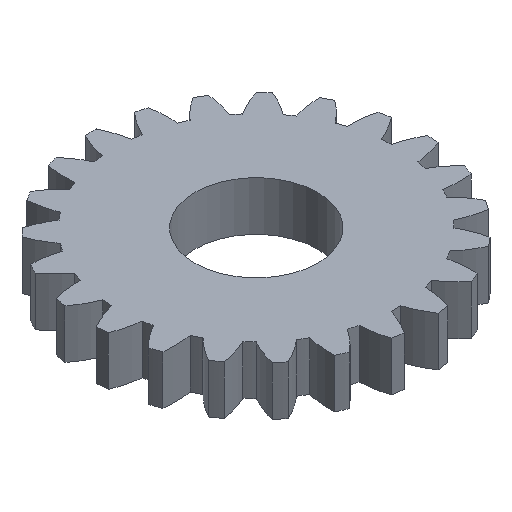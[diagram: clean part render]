
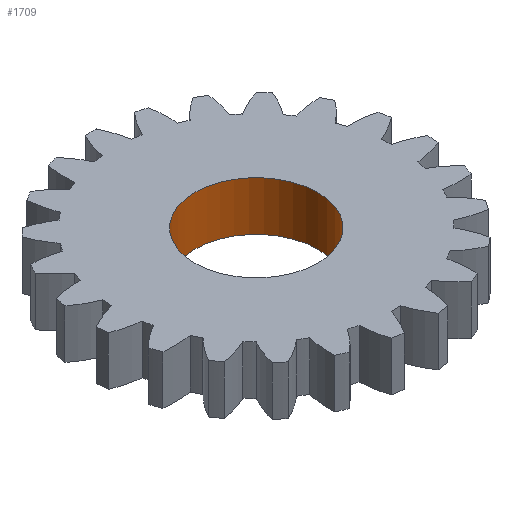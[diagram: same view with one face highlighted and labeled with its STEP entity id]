
A CAD part, isometric view. The second image highlights one B-rep face of the part: STEP entity #1709.
In plain terms, the highlighted cylindrical face has radius 12.5 mm (diameter 25 mm), a full revolution.
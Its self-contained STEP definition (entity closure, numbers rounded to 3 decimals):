
#19=FACE_OUTER_BOUND('',#114,.T.);
#114=EDGE_LOOP('',(#1054,#1055,#1056,#1057,#1058,#1059));
#211=LINE('',#2775,#304);
#304=VECTOR('',#2115,12.5);
#397=CIRCLE('',#1825,12.5);
#398=CIRCLE('',#1826,12.5);
#399=CIRCLE('',#1827,12.5);
#400=CIRCLE('',#1828,12.5);
#585=VERTEX_POINT('',#2770);
#586=VERTEX_POINT('',#2771);
#587=VERTEX_POINT('',#2774);
#588=VERTEX_POINT('',#2776);
#773=EDGE_CURVE('',#585,#586,#397,.T.);
#774=EDGE_CURVE('',#586,#585,#398,.T.);
#775=EDGE_CURVE('',#586,#587,#211,.T.);
#776=EDGE_CURVE('',#588,#587,#399,.T.);
#777=EDGE_CURVE('',#587,#588,#400,.T.);
#1054=ORIENTED_EDGE('',*,*,#773,.F.);
#1055=ORIENTED_EDGE('',*,*,#774,.F.);
#1056=ORIENTED_EDGE('',*,*,#775,.T.);
#1057=ORIENTED_EDGE('',*,*,#776,.F.);
#1058=ORIENTED_EDGE('',*,*,#777,.F.);
#1059=ORIENTED_EDGE('',*,*,#775,.F.);
#1616=CYLINDRICAL_SURFACE('',#1824,12.5);
#1709=ADVANCED_FACE('',(#19),#1616,.F.);
#1824=AXIS2_PLACEMENT_3D('',#2769,#2109,#2110);
#1825=AXIS2_PLACEMENT_3D('',#2772,#2111,#2112);
#1826=AXIS2_PLACEMENT_3D('',#2773,#2113,#2114);
#1827=AXIS2_PLACEMENT_3D('',#2777,#2116,#2117);
#1828=AXIS2_PLACEMENT_3D('',#2778,#2118,#2119);
#2109=DIRECTION('center_axis',(0.,0.,-1.));
#2110=DIRECTION('ref_axis',(1.,0.,0.));
#2111=DIRECTION('center_axis',(0.,0.,-1.));
#2112=DIRECTION('ref_axis',(1.,0.,0.));
#2113=DIRECTION('center_axis',(0.,0.,-1.));
#2114=DIRECTION('ref_axis',(1.,0.,0.));
#2115=DIRECTION('',(0.,0.,-1.));
#2116=DIRECTION('center_axis',(0.,0.,1.));
#2117=DIRECTION('ref_axis',(1.,0.,0.));
#2118=DIRECTION('center_axis',(0.,0.,1.));
#2119=DIRECTION('ref_axis',(1.,0.,0.));
#2769=CARTESIAN_POINT('Origin',(0.,0.,10.));
#2770=CARTESIAN_POINT('',(12.5,0.,10.));
#2771=CARTESIAN_POINT('',(-12.5,0.,10.));
#2772=CARTESIAN_POINT('Origin',(0.,0.,10.));
#2773=CARTESIAN_POINT('Origin',(0.,0.,10.));
#2774=CARTESIAN_POINT('',(-12.5,0.,0.));
#2775=CARTESIAN_POINT('',(-12.5,0.,10.));
#2776=CARTESIAN_POINT('',(12.5,0.,0.));
#2777=CARTESIAN_POINT('Origin',(0.,0.,0.));
#2778=CARTESIAN_POINT('Origin',(0.,0.,0.));
